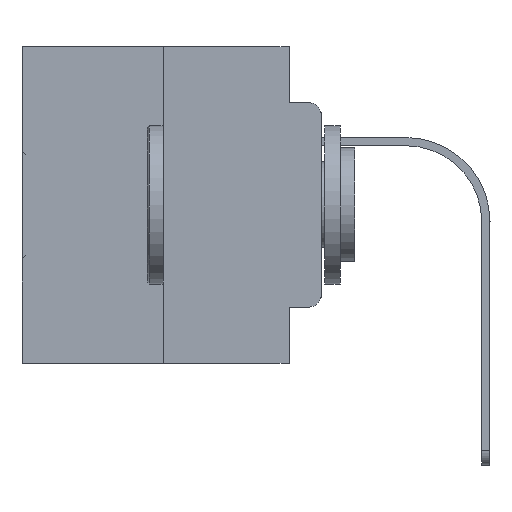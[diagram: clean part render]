
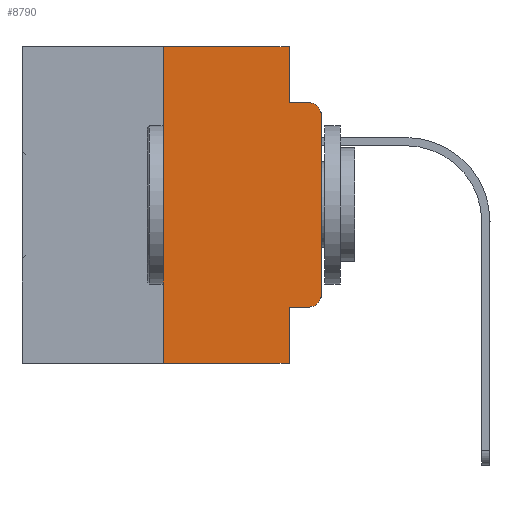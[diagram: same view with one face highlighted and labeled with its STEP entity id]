
A CAD part, left-side view. The second image highlights one B-rep face of the part: STEP entity #8790.
In plain terms, the highlighted planar face has unit normal (-1, 0, 0).
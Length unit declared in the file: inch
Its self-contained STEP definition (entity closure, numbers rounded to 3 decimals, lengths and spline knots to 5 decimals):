
#21 = ORIENTED_EDGE ( 'NONE', *, *, #30349, .T. ) ;
#216 = DIRECTION ( 'NONE',  ( -1., 0., 0. ) ) ;
#326 = CARTESIAN_POINT ( 'NONE',  ( 0., 0.25, -0.5 ) ) ;
#656 = LINE ( 'NONE', #5659, #16311 ) ;
#2061 = AXIS2_PLACEMENT_3D ( 'NONE', #30847, #13792, #16237 ) ;
#2875 = LINE ( 'NONE', #29320, #13948 ) ;
#3153 = DIRECTION ( 'NONE',  ( -1., 0., 0. ) ) ;
#3871 = DIRECTION ( 'NONE',  ( 0., -1., 0. ) ) ;
#3990 = CARTESIAN_POINT ( 'NONE',  ( 0., 0.051, -0.5 ) ) ;
#4916 = CARTESIAN_POINT ( 'NONE',  ( 0., 0.02, -0.3915 ) ) ;
#5659 = CARTESIAN_POINT ( 'NONE',  ( 0., 0.051, 0. ) ) ;
#6034 = ORIENTED_EDGE ( 'NONE', *, *, #11461, .T. ) ;
#6116 = AXIS2_PLACEMENT_3D ( 'NONE', #10958, #3153, #20838 ) ;
#7042 = VECTOR ( 'NONE', #20013, 39.37008 ) ;
#7254 = DIRECTION ( 'NONE',  ( 0., -1., 0. ) ) ;
#7471 = EDGE_CURVE ( 'NONE', #19812, #31798, #19066, .T. ) ;
#7613 = DIRECTION ( 'NONE',  ( 0., 0., -1. ) ) ;
#7825 = CARTESIAN_POINT ( 'NONE',  ( 0., 0., -0.3915 ) ) ;
#8790 = ADVANCED_FACE ( 'NONE', ( #16722 ), #28393, .F. ) ;
#8865 = VECTOR ( 'NONE', #12519, 39.37008 ) ;
#10540 = VECTOR ( 'NONE', #19750, 39.37008 ) ;
#10958 = CARTESIAN_POINT ( 'NONE',  ( 0., 0.02, -0.1085 ) ) ;
#11137 = ORIENTED_EDGE ( 'NONE', *, *, #29814, .F. ) ;
#11326 = LINE ( 'NONE', #21537, #17268 ) ;
#11461 = EDGE_CURVE ( 'NONE', #29514, #19812, #27426, .T. ) ;
#12519 = DIRECTION ( 'NONE',  ( 0., 0., 1. ) ) ;
#12736 = CARTESIAN_POINT ( 'NONE',  ( 0., 0.473, -0.5 ) ) ;
#12775 = CARTESIAN_POINT ( 'NONE',  ( 0., 0.02, -0.0885 ) ) ;
#13164 = VERTEX_POINT ( 'NONE', #26216 ) ;
#13233 = ORIENTED_EDGE ( 'NONE', *, *, #30630, .T. ) ;
#13712 = CARTESIAN_POINT ( 'NONE',  ( 0., 0.051, 0. ) ) ;
#13792 = DIRECTION ( 'NONE',  ( 1., 0., 0. ) ) ;
#13948 = VECTOR ( 'NONE', #31906, 39.37008 ) ;
#14855 = ORIENTED_EDGE ( 'NONE', *, *, #15928, .F. ) ;
#15453 = CIRCLE ( 'NONE', #25828, 0.02 ) ;
#15928 = EDGE_CURVE ( 'NONE', #18373, #18467, #24793, .T. ) ;
#16027 = CARTESIAN_POINT ( 'NONE',  ( 0., 0.051, -0.4115 ) ) ;
#16237 = DIRECTION ( 'NONE',  ( 0., 0., -1. ) ) ;
#16311 = VECTOR ( 'NONE', #7613, 39.37008 ) ;
#16589 = LINE ( 'NONE', #24397, #20113 ) ;
#16722 = FACE_OUTER_BOUND ( 'NONE', #30939, .T. ) ;
#16780 = EDGE_CURVE ( 'NONE', #18499, #13164, #11326, .T. ) ;
#17150 = VERTEX_POINT ( 'NONE', #3990 ) ;
#17268 = VECTOR ( 'NONE', #3871, 39.37008 ) ;
#17378 = DIRECTION ( 'NONE',  ( 0., 0., -1. ) ) ;
#18306 = EDGE_CURVE ( 'NONE', #18499, #17150, #656, .T. ) ;
#18312 = CARTESIAN_POINT ( 'NONE',  ( 0., 0.051, -0.0885 ) ) ;
#18373 = VERTEX_POINT ( 'NONE', #326 ) ;
#18466 = VERTEX_POINT ( 'NONE', #18312 ) ;
#18467 = VERTEX_POINT ( 'NONE', #21060 ) ;
#18499 = VERTEX_POINT ( 'NONE', #16027 ) ;
#19066 = CIRCLE ( 'NONE', #6116, 0.02 ) ;
#19372 = CARTESIAN_POINT ( 'NONE',  ( 0., 0., 0. ) ) ;
#19750 = DIRECTION ( 'NONE',  ( 0., 0., 1. ) ) ;
#19812 = VERTEX_POINT ( 'NONE', #23849 ) ;
#20013 = DIRECTION ( 'NONE',  ( 0., -1., 0. ) ) ;
#20113 = VECTOR ( 'NONE', #21949, 39.37008 ) ;
#20838 = DIRECTION ( 'NONE',  ( 0., 0., -1. ) ) ;
#21060 = CARTESIAN_POINT ( 'NONE',  ( 0., 0.25, 0. ) ) ;
#21089 = CARTESIAN_POINT ( 'NONE',  ( 0., 0.051, -0.0885 ) ) ;
#21537 = CARTESIAN_POINT ( 'NONE',  ( 0., 0.051, -0.4115 ) ) ;
#21949 = DIRECTION ( 'NONE',  ( 0., 0., -1. ) ) ;
#22353 = CARTESIAN_POINT ( 'NONE',  ( 0., 0.25, 0. ) ) ;
#23460 = ORIENTED_EDGE ( 'NONE', *, *, #16780, .T. ) ;
#23849 = CARTESIAN_POINT ( 'NONE',  ( 0., 0., -0.1085 ) ) ;
#24397 = CARTESIAN_POINT ( 'NONE',  ( 0., 0.051, 0. ) ) ;
#24793 = LINE ( 'NONE', #22353, #10540 ) ;
#24860 = ORIENTED_EDGE ( 'NONE', *, *, #30558, .F. ) ;
#25828 = AXIS2_PLACEMENT_3D ( 'NONE', #4916, #216, #17378 ) ;
#26058 = ORIENTED_EDGE ( 'NONE', *, *, #31597, .F. ) ;
#26216 = CARTESIAN_POINT ( 'NONE',  ( 0., 0.02, -0.4115 ) ) ;
#27426 = LINE ( 'NONE', #19372, #8865 ) ;
#27495 = LINE ( 'NONE', #12736, #7042 ) ;
#28393 = PLANE ( 'NONE',  #2061 ) ;
#28782 = VERTEX_POINT ( 'NONE', #13712 ) ;
#29043 = LINE ( 'NONE', #21089, #30028 ) ;
#29320 = CARTESIAN_POINT ( 'NONE',  ( 0., 0.473, 0. ) ) ;
#29514 = VERTEX_POINT ( 'NONE', #7825 ) ;
#29694 = ORIENTED_EDGE ( 'NONE', *, *, #18306, .F. ) ;
#29814 = EDGE_CURVE ( 'NONE', #18466, #31798, #29043, .T. ) ;
#30028 = VECTOR ( 'NONE', #7254, 39.37008 ) ;
#30349 = EDGE_CURVE ( 'NONE', #18373, #17150, #27495, .T. ) ;
#30558 = EDGE_CURVE ( 'NONE', #28782, #18466, #16589, .T. ) ;
#30612 = ORIENTED_EDGE ( 'NONE', *, *, #7471, .T. ) ;
#30630 = EDGE_CURVE ( 'NONE', #13164, #29514, #15453, .T. ) ;
#30847 = CARTESIAN_POINT ( 'NONE',  ( 0., 0.473, 0. ) ) ;
#30939 = EDGE_LOOP ( 'NONE', ( #6034, #30612, #11137, #24860, #26058, #14855, #21, #29694, #23460, #13233 ) ) ;
#31597 = EDGE_CURVE ( 'NONE', #18467, #28782, #2875, .T. ) ;
#31798 = VERTEX_POINT ( 'NONE', #12775 ) ;
#31906 = DIRECTION ( 'NONE',  ( 0., -1., 0. ) ) ;
